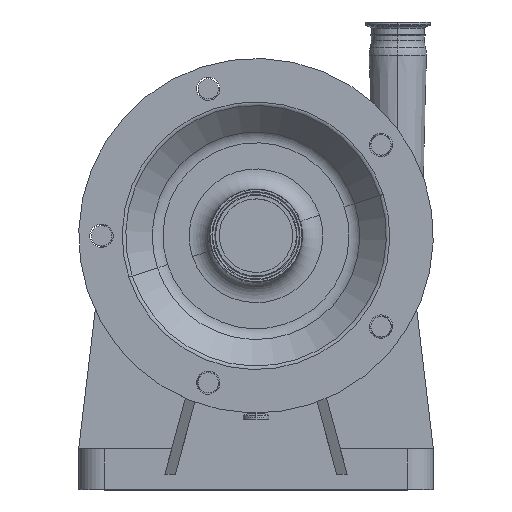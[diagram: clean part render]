
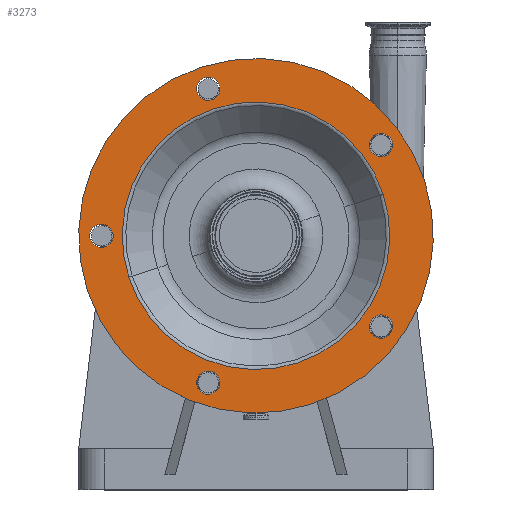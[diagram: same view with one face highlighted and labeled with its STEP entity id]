
A CAD part, top view. The second image highlights one B-rep face of the part: STEP entity #3273.
In plain terms, the highlighted planar face has unit normal (0, 0, 1).
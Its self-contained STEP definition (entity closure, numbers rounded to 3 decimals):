
#78 = VERTEX_POINT ( 'NONE', #9027 ) ;
#143 = CARTESIAN_POINT ( 'NONE',  ( -47.125, 145.036, 289.5 ) ) ;
#149 = CARTESIAN_POINT ( 'NONE',  ( -152.5, 0., 289.5 ) ) ;
#164 = DIRECTION ( 'NONE',  ( 0.951, 0.309, 0. ) ) ;
#360 = AXIS2_PLACEMENT_3D ( 'NONE', #691, #12867, #8329 ) ;
#576 = DIRECTION ( 'NONE',  ( 0.951, 0.309, 0. ) ) ;
#616 = DIRECTION ( 'NONE',  ( 0., 0., 1. ) ) ;
#644 = CARTESIAN_POINT ( 'NONE',  ( 125.607, 40.812, 289.5 ) ) ;
#691 = CARTESIAN_POINT ( 'NONE',  ( -47.125, -145.036, 289.5 ) ) ;
#852 = PLANE ( 'NONE',  #12830 ) ;
#877 = VERTEX_POINT ( 'NONE', #3603 ) ;
#1069 = FACE_OUTER_BOUND ( 'NONE', #3566, .T. ) ;
#1313 = EDGE_CURVE ( 'NONE', #12414, #3174, #11229, .T. ) ;
#1515 = EDGE_CURVE ( 'NONE', #11993, #11395, #10096, .T. ) ;
#1680 = ORIENTED_EDGE ( 'NONE', *, *, #14056, .F. ) ;
#1717 = CARTESIAN_POINT ( 'NONE',  ( 134.312, 93.191, 289.5 ) ) ;
#1722 = CIRCLE ( 'NONE', #10791, 175. ) ;
#1729 = CARTESIAN_POINT ( 'NONE',  ( -163.437, -3.554, 289.5 ) ) ;
#1907 = CIRCLE ( 'NONE', #8417, 175. ) ;
#1998 = AXIS2_PLACEMENT_3D ( 'NONE', #10227, #4630, #9927 ) ;
#2240 = EDGE_CURVE ( 'NONE', #12337, #13385, #7200, .T. ) ;
#2281 = CARTESIAN_POINT ( 'NONE',  ( 0., 0., 289.5 ) ) ;
#2349 = DIRECTION ( 'NONE',  ( 0., 0., 1. ) ) ;
#2426 = VERTEX_POINT ( 'NONE', #1729 ) ;
#2477 = DIRECTION ( 'NONE',  ( -0.951, -0.309, 0. ) ) ;
#2593 = VERTEX_POINT ( 'NONE', #8928 ) ;
#2695 = DIRECTION ( 'NONE',  ( 0.951, 0.309, 0. ) ) ;
#2826 = EDGE_CURVE ( 'NONE', #14158, #3499, #10503, .T. ) ;
#3174 = VERTEX_POINT ( 'NONE', #644 ) ;
#3273 = ADVANCED_FACE ( 'NONE', ( #14249, #6452, #10833, #12147, #7615, #1069, #4272 ), #852, .F. ) ;
#3302 = CARTESIAN_POINT ( 'NONE',  ( -36.188, -141.482, 289.5 ) ) ;
#3471 = ORIENTED_EDGE ( 'NONE', *, *, #4154, .T. ) ;
#3493 = DIRECTION ( 'NONE',  ( 0.951, 0.309, 0. ) ) ;
#3499 = VERTEX_POINT ( 'NONE', #5065 ) ;
#3510 = CARTESIAN_POINT ( 'NONE',  ( 0., 0., 289.5 ) ) ;
#3566 = EDGE_LOOP ( 'NONE', ( #4691, #1680 ) ) ;
#3570 = DIRECTION ( 'NONE',  ( 0., 0., 1. ) ) ;
#3603 = CARTESIAN_POINT ( 'NONE',  ( -166.435, -54.078, 289.5 ) ) ;
#3639 = CIRCLE ( 'NONE', #4815, 132.071 ) ;
#3646 = AXIS2_PLACEMENT_3D ( 'NONE', #4463, #2349, #164 ) ;
#3784 = EDGE_CURVE ( 'NONE', #13385, #12337, #11077, .T. ) ;
#3815 = AXIS2_PLACEMENT_3D ( 'NONE', #13974, #10545, #576 ) ;
#4057 = EDGE_LOOP ( 'NONE', ( #13735, #3471 ) ) ;
#4154 = EDGE_CURVE ( 'NONE', #3174, #12414, #3639, .T. ) ;
#4272 = FACE_BOUND ( 'NONE', #4811, .T. ) ;
#4463 = CARTESIAN_POINT ( 'NONE',  ( -152.5, 0., 289.5 ) ) ;
#4537 = ORIENTED_EDGE ( 'NONE', *, *, #10347, .F. ) ;
#4586 = DIRECTION ( 'NONE',  ( 0., 0., 1. ) ) ;
#4630 = DIRECTION ( 'NONE',  ( 0., 0., 1. ) ) ;
#4691 = ORIENTED_EDGE ( 'NONE', *, *, #7890, .F. ) ;
#4720 = ORIENTED_EDGE ( 'NONE', *, *, #7284, .F. ) ;
#4773 = ORIENTED_EDGE ( 'NONE', *, *, #1515, .F. ) ;
#4811 = EDGE_LOOP ( 'NONE', ( #14007, #9125 ) ) ;
#4815 = AXIS2_PLACEMENT_3D ( 'NONE', #3510, #12412, #11089 ) ;
#4938 = AXIS2_PLACEMENT_3D ( 'NONE', #13404, #9094, #2477 ) ;
#4970 = AXIS2_PLACEMENT_3D ( 'NONE', #8232, #8440, #2695 ) ;
#4975 = EDGE_CURVE ( 'NONE', #2426, #78, #9920, .T. ) ;
#5065 = CARTESIAN_POINT ( 'NONE',  ( 112.438, -93.191, 289.5 ) ) ;
#5505 = DIRECTION ( 'NONE',  ( -0.951, -0.309, 0. ) ) ;
#5543 = VERTEX_POINT ( 'NONE', #1717 ) ;
#6070 = DIRECTION ( 'NONE',  ( 0., 0., 1. ) ) ;
#6237 = CARTESIAN_POINT ( 'NONE',  ( -125.607, -40.812, 289.5 ) ) ;
#6452 = FACE_BOUND ( 'NONE', #7477, .T. ) ;
#6486 = CARTESIAN_POINT ( 'NONE',  ( 112.438, 86.084, 289.5 ) ) ;
#6596 = CARTESIAN_POINT ( 'NONE',  ( -36.188, 148.59, 289.5 ) ) ;
#6602 = CARTESIAN_POINT ( 'NONE',  ( -54.078, 166.435, 289.5 ) ) ;
#6699 = CIRCLE ( 'NONE', #11380, 11.5 ) ;
#6719 = DIRECTION ( 'NONE',  ( 0., 0., -1. ) ) ;
#6880 = CARTESIAN_POINT ( 'NONE',  ( 0., 0., 289.5 ) ) ;
#7011 = ORIENTED_EDGE ( 'NONE', *, *, #10412, .F. ) ;
#7079 = VERTEX_POINT ( 'NONE', #6486 ) ;
#7200 = CIRCLE ( 'NONE', #12571, 11.5 ) ;
#7233 = CARTESIAN_POINT ( 'NONE',  ( 123.375, -89.637, 289.5 ) ) ;
#7284 = EDGE_CURVE ( 'NONE', #7079, #5543, #13810, .T. ) ;
#7316 = DIRECTION ( 'NONE',  ( 0., 0., 1. ) ) ;
#7477 = EDGE_LOOP ( 'NONE', ( #9188, #4773 ) ) ;
#7615 = FACE_BOUND ( 'NONE', #4057, .T. ) ;
#7721 = CARTESIAN_POINT ( 'NONE',  ( 123.375, -89.637, 289.5 ) ) ;
#7890 = EDGE_CURVE ( 'NONE', #877, #2593, #1722, .T. ) ;
#8038 = CIRCLE ( 'NONE', #360, 11.5 ) ;
#8232 = CARTESIAN_POINT ( 'NONE',  ( 123.375, 89.637, 289.5 ) ) ;
#8258 = CARTESIAN_POINT ( 'NONE',  ( 123.375, 89.637, 289.5 ) ) ;
#8329 = DIRECTION ( 'NONE',  ( 0.951, 0.309, 0. ) ) ;
#8331 = AXIS2_PLACEMENT_3D ( 'NONE', #8258, #6070, #11833 ) ;
#8417 = AXIS2_PLACEMENT_3D ( 'NONE', #2281, #6719, #11178 ) ;
#8440 = DIRECTION ( 'NONE',  ( 0., 0., 1. ) ) ;
#8713 = DIRECTION ( 'NONE',  ( 0., 0., -1. ) ) ;
#8830 = EDGE_CURVE ( 'NONE', #78, #2426, #12916, .T. ) ;
#8928 = CARTESIAN_POINT ( 'NONE',  ( 166.435, 54.078, 289.5 ) ) ;
#9027 = CARTESIAN_POINT ( 'NONE',  ( -141.563, 3.554, 289.5 ) ) ;
#9073 = ORIENTED_EDGE ( 'NONE', *, *, #8830, .F. ) ;
#9094 = DIRECTION ( 'NONE',  ( 0., 0., -1. ) ) ;
#9125 = ORIENTED_EDGE ( 'NONE', *, *, #2240, .F. ) ;
#9183 = AXIS2_PLACEMENT_3D ( 'NONE', #149, #3570, #12248 ) ;
#9188 = ORIENTED_EDGE ( 'NONE', *, *, #9336, .F. ) ;
#9336 = EDGE_CURVE ( 'NONE', #11395, #11993, #8038, .T. ) ;
#9482 = ORIENTED_EDGE ( 'NONE', *, *, #2826, .F. ) ;
#9759 = CARTESIAN_POINT ( 'NONE',  ( 134.312, -86.084, 289.5 ) ) ;
#9771 = EDGE_LOOP ( 'NONE', ( #9073, #13444 ) ) ;
#9920 = CIRCLE ( 'NONE', #3646, 11.5 ) ;
#9927 = DIRECTION ( 'NONE',  ( 0.951, 0.309, 0. ) ) ;
#10096 = CIRCLE ( 'NONE', #3815, 11.5 ) ;
#10226 = DIRECTION ( 'NONE',  ( -0.951, -0.309, 0. ) ) ;
#10227 = CARTESIAN_POINT ( 'NONE',  ( -47.125, 145.036, 289.5 ) ) ;
#10347 = EDGE_CURVE ( 'NONE', #5543, #7079, #14151, .T. ) ;
#10412 = EDGE_CURVE ( 'NONE', #3499, #14158, #6699, .T. ) ;
#10503 = CIRCLE ( 'NONE', #12127, 11.5 ) ;
#10510 = DIRECTION ( 'NONE',  ( 0., 0., -1. ) ) ;
#10545 = DIRECTION ( 'NONE',  ( 0., 0., 1. ) ) ;
#10791 = AXIS2_PLACEMENT_3D ( 'NONE', #6880, #10510, #10226 ) ;
#10833 = FACE_BOUND ( 'NONE', #14360, .T. ) ;
#11004 = EDGE_LOOP ( 'NONE', ( #4537, #4720 ) ) ;
#11077 = CIRCLE ( 'NONE', #1998, 11.5 ) ;
#11089 = DIRECTION ( 'NONE',  ( -0.951, -0.309, 0. ) ) ;
#11178 = DIRECTION ( 'NONE',  ( -0.951, -0.309, 0. ) ) ;
#11229 = CIRCLE ( 'NONE', #4938, 132.071 ) ;
#11380 = AXIS2_PLACEMENT_3D ( 'NONE', #7233, #616, #11696 ) ;
#11395 = VERTEX_POINT ( 'NONE', #3302 ) ;
#11511 = CARTESIAN_POINT ( 'NONE',  ( -58.062, 141.482, 289.5 ) ) ;
#11696 = DIRECTION ( 'NONE',  ( 0.951, 0.309, 0. ) ) ;
#11777 = DIRECTION ( 'NONE',  ( 0.951, 0.309, 0. ) ) ;
#11833 = DIRECTION ( 'NONE',  ( 0.951, 0.309, 0. ) ) ;
#11993 = VERTEX_POINT ( 'NONE', #14053 ) ;
#12127 = AXIS2_PLACEMENT_3D ( 'NONE', #7721, #7316, #11777 ) ;
#12147 = FACE_BOUND ( 'NONE', #11004, .T. ) ;
#12248 = DIRECTION ( 'NONE',  ( 0.951, 0.309, 0. ) ) ;
#12337 = VERTEX_POINT ( 'NONE', #11511 ) ;
#12412 = DIRECTION ( 'NONE',  ( 0., 0., -1. ) ) ;
#12414 = VERTEX_POINT ( 'NONE', #6237 ) ;
#12571 = AXIS2_PLACEMENT_3D ( 'NONE', #143, #4586, #3493 ) ;
#12830 = AXIS2_PLACEMENT_3D ( 'NONE', #6602, #8713, #5505 ) ;
#12867 = DIRECTION ( 'NONE',  ( 0., 0., 1. ) ) ;
#12916 = CIRCLE ( 'NONE', #9183, 11.5 ) ;
#13385 = VERTEX_POINT ( 'NONE', #6596 ) ;
#13404 = CARTESIAN_POINT ( 'NONE',  ( 0., 0., 289.5 ) ) ;
#13444 = ORIENTED_EDGE ( 'NONE', *, *, #4975, .F. ) ;
#13735 = ORIENTED_EDGE ( 'NONE', *, *, #1313, .T. ) ;
#13810 = CIRCLE ( 'NONE', #4970, 11.5 ) ;
#13974 = CARTESIAN_POINT ( 'NONE',  ( -47.125, -145.036, 289.5 ) ) ;
#14007 = ORIENTED_EDGE ( 'NONE', *, *, #3784, .F. ) ;
#14053 = CARTESIAN_POINT ( 'NONE',  ( -58.062, -148.59, 289.5 ) ) ;
#14056 = EDGE_CURVE ( 'NONE', #2593, #877, #1907, .T. ) ;
#14151 = CIRCLE ( 'NONE', #8331, 11.5 ) ;
#14158 = VERTEX_POINT ( 'NONE', #9759 ) ;
#14249 = FACE_BOUND ( 'NONE', #9771, .T. ) ;
#14360 = EDGE_LOOP ( 'NONE', ( #9482, #7011 ) ) ;
